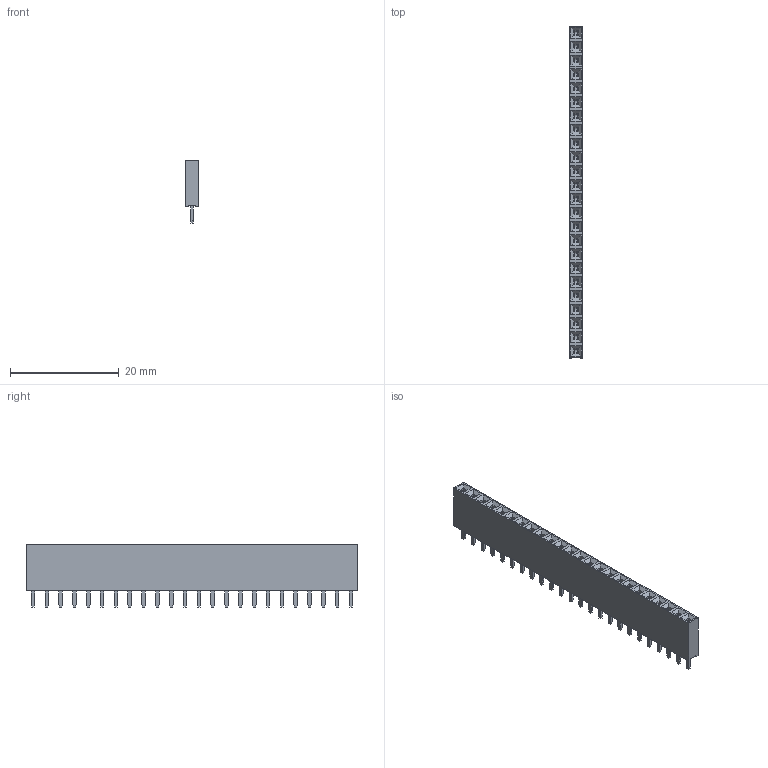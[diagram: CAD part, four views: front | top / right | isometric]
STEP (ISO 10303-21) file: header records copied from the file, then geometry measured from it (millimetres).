
FILE_DESCRIPTION(('FreeCAD Model'),'2;1');
FILE_NAME('Open CASCADE Shape Model','2023-05-12T03:18:15',( 'kicad StepUp'),('ksu MCAD'),'Open CASCADE STEP processor 7.6', 'FreeCAD','Unknown');
FILE_SCHEMA(('AUTOMOTIVE_DESIGN { 1 0 10303 214 1 1 1 1 }'));
Length unit declared in the file: millimetre
Products named in the file (26): Female_Header_1x24_P2.54_H8.5_straight; Pin_One023; Epoxy_Body023; Body312; Body313; Body314; Body315; Body316; Body317; Body318; Body319; Body320; Body309; Body321; Body322; Body323; Body324; Body325; Body326; Body327; Body328; Body329; Body330; Body331; Body332; Body333
Assembly tree (25 placements, depth 2):
  Female_Header_1x24_P2.54_H8.5_straight
    Pin_One023
    Epoxy_Body023
    Body312
    Body313
    Body314
    Body315
    Body316
    Body317
    Body318
    Body319
    Body320
    Body309
    Body321
    Body322
    Body323
    Body324
    Body325
    Body326
    Body327
    Body328
    Body329
    Body330
    Body331
    Body332
    Body333
Bounding box: 2.5 x 60.96 x 11.5 mm (x, y, z)
Volume: 1121.1 mm3; surface area: 3258 mm2
Topology: 25 solids, 25 shells, 972 faces, 2718 edges, 1796 vertices
Faces by surface type: plane 706, cylinder 170, bspline 96
Entity records: 31551 total; most frequent: CARTESIAN_POINT 5896, ORIENTED_EDGE 5436, DIRECTION 4814, EDGE_CURVE 2718, LINE 2234, VECTOR 2234, VERTEX_POINT 1796, AXIS2_PLACEMENT_3D 1290
